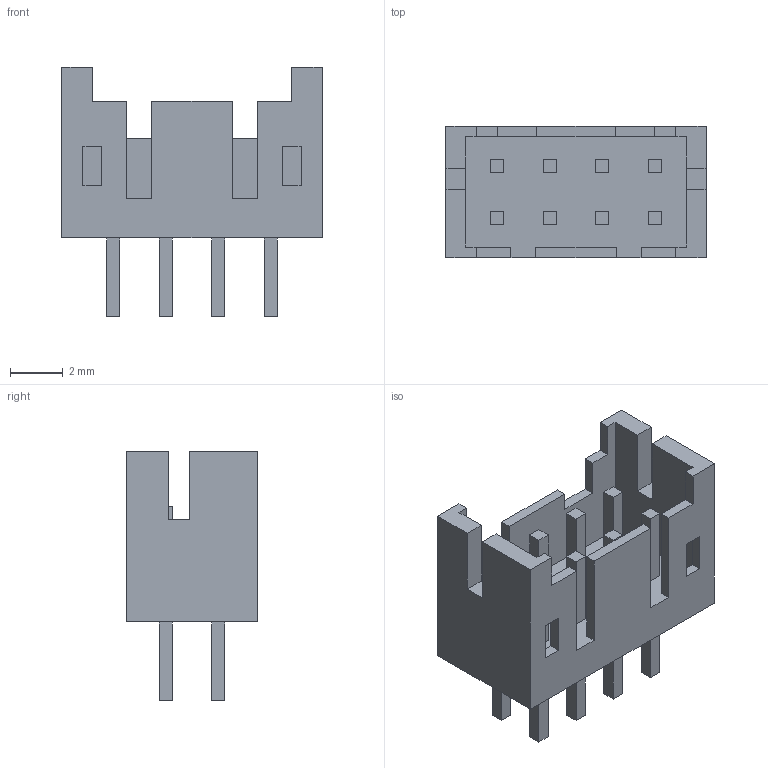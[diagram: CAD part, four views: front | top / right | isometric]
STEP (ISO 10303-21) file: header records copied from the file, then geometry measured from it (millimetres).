
FILE_DESCRIPTION(/* description */ (''),/* implementation_level */ '2;1');
FILE_NAME(/* name */ 'B8B-PHDSS.step',/* time_stamp */ '2020-08-07T19:44:35+08:00',/* author */ (''),/* organization */ (''),/* preprocessor_version */ 'ST-DEVELOPER v18.1',/* originating_system */ 'Autodesk Translation Framework v9.3.0.1241',/* authorisation */ '');
FILE_SCHEMA (('AUTOMOTIVE_DESIGN { 1 0 10303 214 3 1 1 }'));
Length unit declared in the file: millimetre
Products named in the file (1): B8B-PHDSS
Bounding box: 9.9 x 5 x 9.5 mm (x, y, z)
Volume: 140 mm3; surface area: 455.4 mm2
Topology: 1 solids, 1 shells, 130 faces, 336 edges, 224 vertices
Faces by surface type: plane 130
Entity records: 4015 total; most frequent: CARTESIAN_POINT 691, ORIENTED_EDGE 672, DIRECTION 598, LINE 336, VECTOR 336, EDGE_CURVE 336, VERTEX_POINT 224, EDGE_LOOP 150
